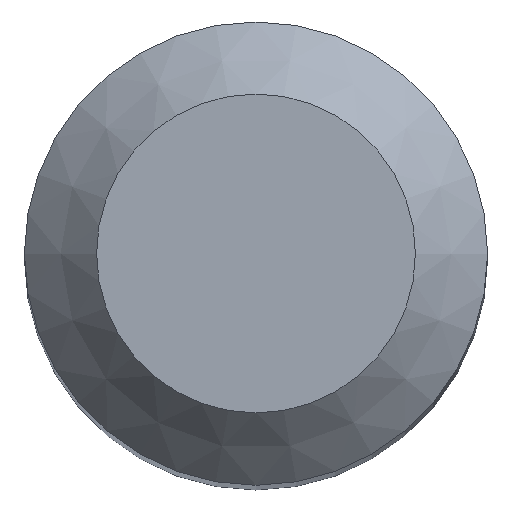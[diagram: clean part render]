
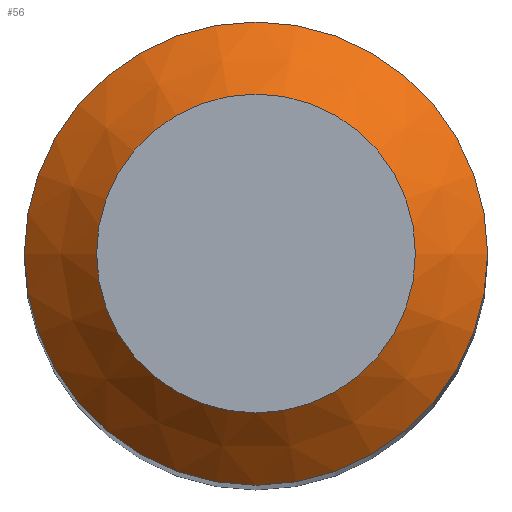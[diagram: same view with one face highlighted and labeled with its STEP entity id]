
A CAD part, top view. The second image highlights one B-rep face of the part: STEP entity #56.
In plain terms, the highlighted conical face has half-angle 45 degrees and reference radius 3 mm.
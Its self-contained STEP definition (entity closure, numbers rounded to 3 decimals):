
#56=ADVANCED_FACE('',(#79,#80),#63,.T.);
#63=CONICAL_SURFACE('',#190,3.,45.);
#69=CIRCLE('',#187,2.065);
#70=CIRCLE('',#189,3.);
#79=FACE_BOUND('',#94,.T.);
#80=FACE_BOUND('',#95,.T.);
#94=EDGE_LOOP('',(#110));
#95=EDGE_LOOP('',(#111));
#110=ORIENTED_EDGE('',*,*,#132,.T.);
#111=ORIENTED_EDGE('',*,*,#133,.F.);
#123=VERTEX_POINT('',#289);
#124=VERTEX_POINT('',#292);
#132=EDGE_CURVE('',#123,#123,#69,.T.);
#133=EDGE_CURVE('',#124,#124,#70,.T.);
#187=AXIS2_PLACEMENT_3D('',#288,#218,#219);
#189=AXIS2_PLACEMENT_3D('',#291,#222,#223);
#190=AXIS2_PLACEMENT_3D('',#293,#224,#225);
#218=DIRECTION('',(0.,0.,-1.));
#219=DIRECTION('',(-1.,0.,0.));
#222=DIRECTION('',(0.,0.,-1.));
#223=DIRECTION('',(-1.,0.,0.));
#224=DIRECTION('',(0.,0.,-1.));
#225=DIRECTION('',(-1.,0.,0.));
#288=CARTESIAN_POINT('',(0.,0.,0.));
#289=CARTESIAN_POINT('',(-2.065,0.,0.));
#291=CARTESIAN_POINT('',(0.,0.,-0.935));
#292=CARTESIAN_POINT('',(-3.,0.,-0.935));
#293=CARTESIAN_POINT('',(0.,0.,-0.935));
